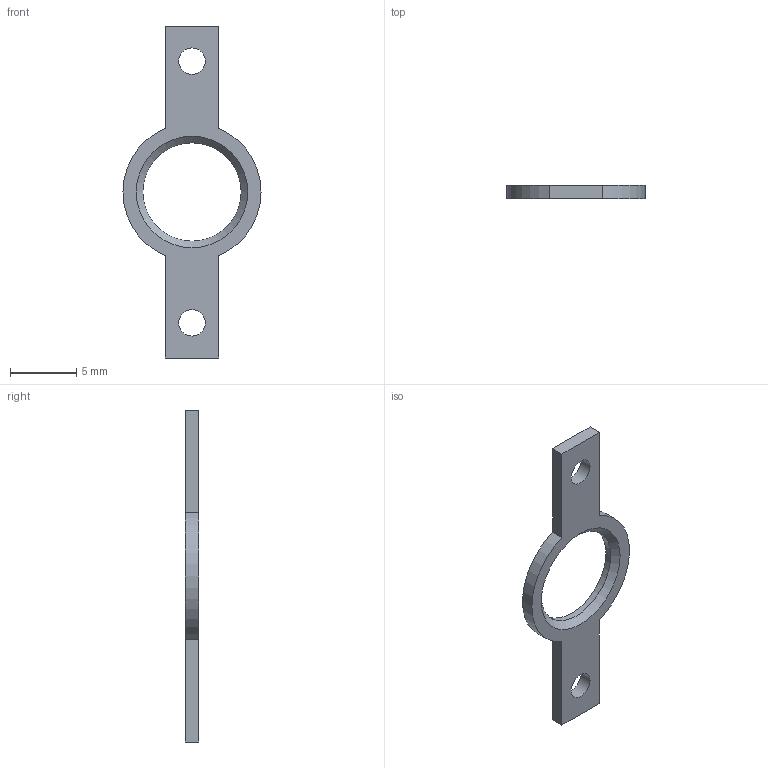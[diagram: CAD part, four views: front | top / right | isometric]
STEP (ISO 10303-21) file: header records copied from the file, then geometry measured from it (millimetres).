
FILE_DESCRIPTION(/* description */ (''),/* implementation_level */ '2;1');
FILE_NAME(/* name */ 'Headplate_2p.stp',/* time_stamp */ '2022-06-15T14:19:21+01:00',/* author */ ('Sylvia'),/* organization */ (''),/* preprocessor_version */ 'ST-DEVELOPER v18.1',/* originating_system */ 'Autodesk Inventor 2022',/* authorisation */ '');
FILE_SCHEMA (('AUTOMOTIVE_DESIGN { 1 0 10303 214 3 1 1 }'));
Length unit declared in the file: millimetre
Products named in the file (1): Headplate_2p
Bounding box: 10.4 x 1 x 25 mm (x, y, z)
Volume: 92.1 mm3; surface area: 282.8 mm2
Topology: 1 solids, 1 shells, 14 faces, 35 edges, 23 vertices
Faces by surface type: plane 8, cylinder 5, cone 1
Full cylindrical faces by diameter (mm): 2 x2, 7.4 x1
Entity records: 527 total; most frequent: CARTESIAN_POINT 91, DIRECTION 78, ORIENTED_EDGE 70, EDGE_CURVE 35, AXIS2_PLACEMENT_3D 27, LINE 24, VECTOR 24, VERTEX_POINT 23
